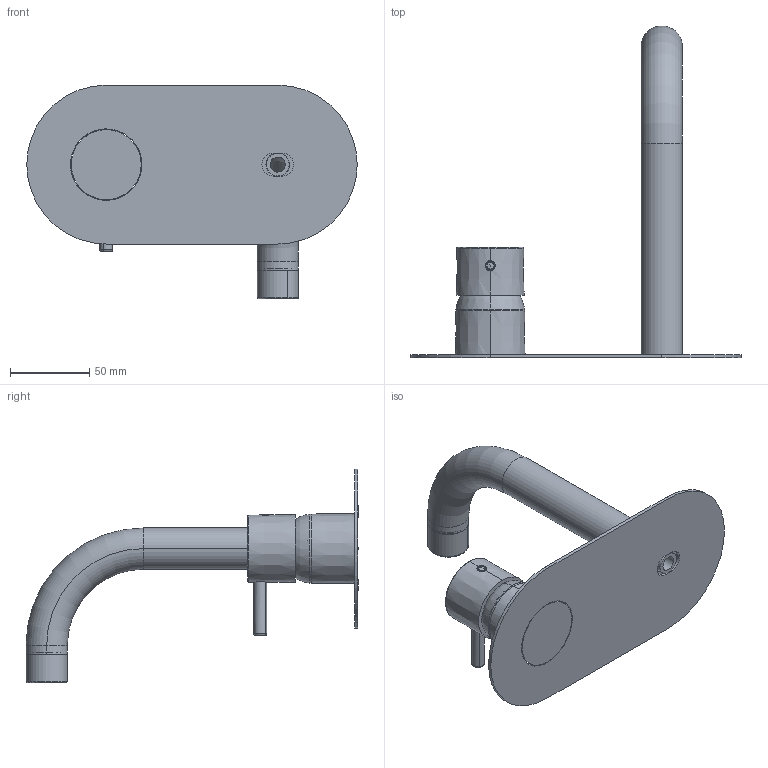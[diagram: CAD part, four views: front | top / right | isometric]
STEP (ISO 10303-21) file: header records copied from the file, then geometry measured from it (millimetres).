
FILE_DESCRIPTION(('CATIA V5 STEP Exchange','CAx-IF Rec.Pracs.--- Model Styling and Organization---1.5--- 2016-08-15','CAx-IF Rec.Pracs.---Supplemental Geometry---1.0---2011-11-01','CAx-IF Rec.Pracs.--- Composite Materials ---3.4---2017-06-13','CAx-IF Rec.Pracs.---Tessellated 3D Geometry---1.0---2015-12-17'),'2;1');
FILE_NAME('LN005510.stp','2023-01-30T13:15:25+00:00',('none'),('none'),'CATIA Version 5-6 Release 2020 SP2','CATIA V5 STEP AP242 v2','none');
FILE_SCHEMA(('AP242_MANAGED_MODEL_BASED_3D_ENGINEERING_MIM_LF {1 0 10303 442 1 1 4}'));
Length unit declared in the file: millimetre
Products named in the file (1): PR0440.004_AllCATPart
Bounding box: 208 x 209 x 134.5 mm (x, y, z)
Volume: 173738.3 mm3; surface area: 106022.6 mm2
Topology: 3 solids, 7 shells, 608 faces, 1864 edges, 1209 vertices
Faces by surface type: plane 227, cylinder 184, cone 118, torus 47, bspline 22, revolution 6, sphere 4
Entity records: 21514 total; most frequent: CARTESIAN_POINT 6049, ORIENTED_EDGE 3716, DIRECTION 2070, EDGE_CURVE 1858, VERTEX_POINT 1209, AXIS2_PLACEMENT_3D 1058, CIRCLE 798, VECTOR 748
